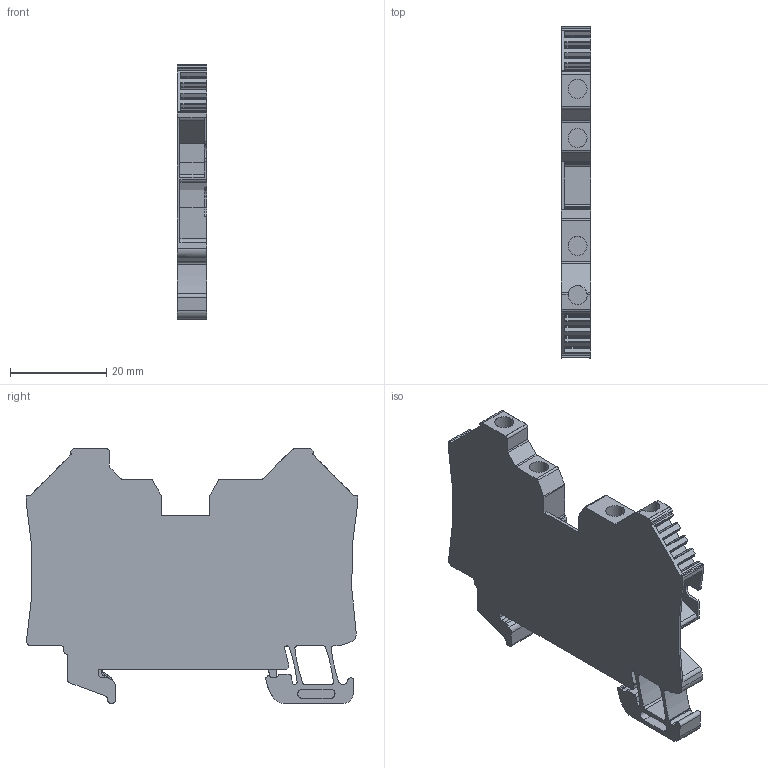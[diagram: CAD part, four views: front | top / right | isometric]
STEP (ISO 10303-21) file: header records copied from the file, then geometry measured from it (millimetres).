
FILE_DESCRIPTION(('CATIA V5 STEP Exchange','CAx-IF Rec.Pracs.--- Model Styling and Organization---1.4--- 2014-01-23'),'2;1');
FILE_NAME ('D1458840_0', '2020-04-30T05:01:04+00:00', ('none'), ('Weidmueller'), 'CATIA Version 5-6 Release 2016 SP3 HF44', 'CATIA V5 STEP AP214', 'none');
FILE_SCHEMA(('AUTOMOTIVE_DESIGN { 1 0 10303 214 1 1 1 1 }'));
Length unit declared in the file: millimetre
Products named in the file (1): 1905130000_WPE_4-ZZ
Bounding box: 6.1 x 68.88 x 52.8 mm (x, y, z)
Volume: 13982.5 mm3; surface area: 9980.1 mm2
Topology: 4 solids, 4 shells, 588 faces, 1774 edges, 1203 vertices
Faces by surface type: plane 285, cylinder 222, extrusion 75, cone 4, torus 2
Entity records: 20924 total; most frequent: CARTESIAN_POINT 4809, ORIENTED_EDGE 3548, DIRECTION 2615, EDGE_CURVE 1774, VECTOR 1218, VERTEX_POINT 1203, LINE 1143, AXIS2_PLACEMENT_3D 934
